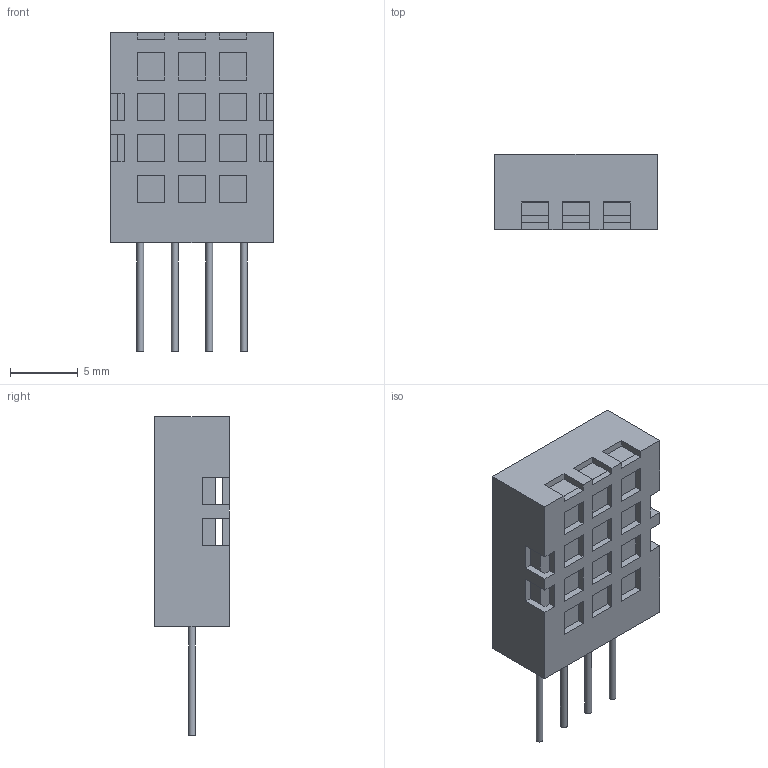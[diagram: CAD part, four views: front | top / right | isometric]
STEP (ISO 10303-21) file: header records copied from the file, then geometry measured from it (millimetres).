
FILE_DESCRIPTION(/* description */ (''),/* implementation_level */ '2;1');
FILE_NAME(/* name */ 'DHT11.step',/* time_stamp */ '2020-05-17T23:27:55+03:00',/* author */ ('vlad.lapshuda'),/* organization */ (''),/* preprocessor_version */ 'ST-DEVELOPER v17.2',/* originating_system */ 'Autodesk Translation Framework v7.6.0.251',/* authorisation */ '');
FILE_SCHEMA (('AUTOMOTIVE_DESIGN { 1 0 10303 214 3 1 1 }'));
Length unit declared in the file: millimetre
Products named in the file (1): DHT11
Bounding box: 12 x 5.5 x 23.5 mm (x, y, z)
Volume: 556.6 mm3; surface area: 1573.7 mm2
Topology: 6 solids, 6 shells, 106 faces, 312 edges, 206 vertices
Faces by surface type: plane 102, cylinder 4
Full cylindrical faces by diameter (mm): 0.5 x4
Entity records: 3577 total; most frequent: CARTESIAN_POINT 625, ORIENTED_EDGE 624, DIRECTION 534, EDGE_CURVE 312, LINE 304, VECTOR 304, VERTEX_POINT 206, EDGE_LOOP 130
